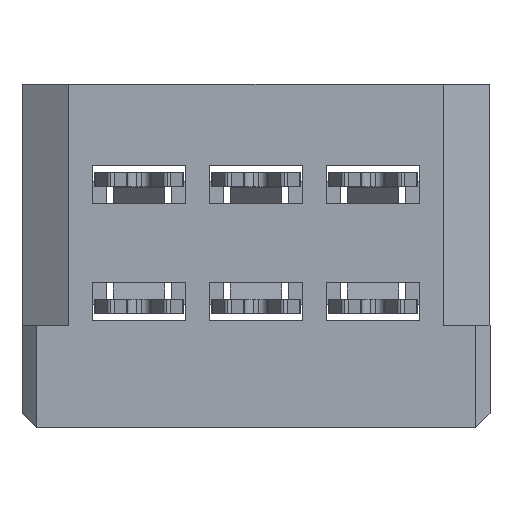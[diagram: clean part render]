
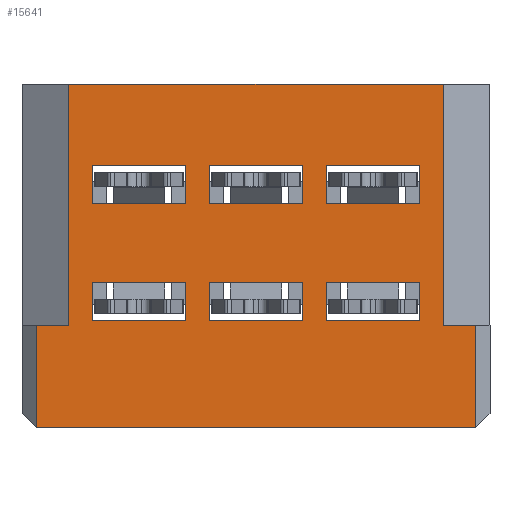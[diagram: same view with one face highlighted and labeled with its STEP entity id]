
A CAD part, front view. The second image highlights one B-rep face of the part: STEP entity #15641.
In plain terms, the highlighted face is planar.
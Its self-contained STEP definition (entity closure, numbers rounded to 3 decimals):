
#1044=ORIENTED_EDGE('',*,*,#4450,.T.);
#1045=ORIENTED_EDGE('',*,*,#4416,.T.);
#1046=ORIENTED_EDGE('',*,*,#4451,.F.);
#1047=ORIENTED_EDGE('',*,*,#4452,.T.);
#1048=ORIENTED_EDGE('',*,*,#4453,.T.);
#1049=ORIENTED_EDGE('',*,*,#4454,.F.);
#1050=ORIENTED_EDGE('',*,*,#4455,.T.);
#1051=ORIENTED_EDGE('',*,*,#4409,.T.);
#1052=ORIENTED_EDGE('',*,*,#4456,.F.);
#1053=ORIENTED_EDGE('',*,*,#4457,.F.);
#1054=ORIENTED_EDGE('',*,*,#4458,.F.);
#1055=ORIENTED_EDGE('',*,*,#4459,.F.);
#1056=ORIENTED_EDGE('',*,*,#4460,.F.);
#1057=ORIENTED_EDGE('',*,*,#4461,.F.);
#1058=ORIENTED_EDGE('',*,*,#4462,.F.);
#1059=ORIENTED_EDGE('',*,*,#4463,.F.);
#1060=ORIENTED_EDGE('',*,*,#4464,.F.);
#1061=ORIENTED_EDGE('',*,*,#4465,.T.);
#1062=ORIENTED_EDGE('',*,*,#4466,.F.);
#1063=ORIENTED_EDGE('',*,*,#4467,.F.);
#1064=ORIENTED_EDGE('',*,*,#4468,.F.);
#1065=ORIENTED_EDGE('',*,*,#4469,.F.);
#1066=ORIENTED_EDGE('',*,*,#4470,.F.);
#1067=ORIENTED_EDGE('',*,*,#4471,.T.);
#1068=ORIENTED_EDGE('',*,*,#4472,.F.);
#1069=ORIENTED_EDGE('',*,*,#4473,.T.);
#1070=ORIENTED_EDGE('',*,*,#4474,.F.);
#1071=ORIENTED_EDGE('',*,*,#4475,.F.);
#1072=ORIENTED_EDGE('',*,*,#4476,.F.);
#1073=ORIENTED_EDGE('',*,*,#4477,.F.);
#1074=ORIENTED_EDGE('',*,*,#4478,.F.);
#1075=ORIENTED_EDGE('',*,*,#4479,.T.);
#4409=EDGE_CURVE('',#6107,#6109,#7282,.T.);
#4416=EDGE_CURVE('',#6112,#6115,#7289,.T.);
#4450=EDGE_CURVE('',#6109,#6112,#7323,.T.);
#4451=EDGE_CURVE('',#6136,#6115,#7324,.T.);
#4452=EDGE_CURVE('',#6136,#6137,#7325,.T.);
#4453=EDGE_CURVE('',#6137,#6138,#7326,.T.);
#4454=EDGE_CURVE('',#6139,#6138,#7327,.T.);
#4455=EDGE_CURVE('',#6139,#6107,#7328,.T.);
#4456=EDGE_CURVE('',#6140,#6141,#7329,.T.);
#4457=EDGE_CURVE('',#6142,#6140,#7330,.T.);
#4458=EDGE_CURVE('',#6143,#6142,#7331,.T.);
#4459=EDGE_CURVE('',#6141,#6143,#7332,.T.);
#4460=EDGE_CURVE('',#6144,#6145,#7333,.T.);
#4461=EDGE_CURVE('',#6146,#6144,#7334,.T.);
#4462=EDGE_CURVE('',#6147,#6146,#7335,.T.);
#4463=EDGE_CURVE('',#6145,#6147,#7336,.T.);
#4464=EDGE_CURVE('',#6148,#6149,#7337,.T.);
#4465=EDGE_CURVE('',#6148,#6150,#7338,.T.);
#4466=EDGE_CURVE('',#6151,#6150,#7339,.T.);
#4467=EDGE_CURVE('',#6149,#6151,#7340,.T.);
#4468=EDGE_CURVE('',#6152,#6153,#7341,.T.);
#4469=EDGE_CURVE('',#6154,#6152,#7342,.T.);
#4470=EDGE_CURVE('',#6155,#6154,#7343,.T.);
#4471=EDGE_CURVE('',#6155,#6153,#7344,.T.);
#4472=EDGE_CURVE('',#6156,#6157,#7345,.T.);
#4473=EDGE_CURVE('',#6156,#6158,#7346,.T.);
#4474=EDGE_CURVE('',#6159,#6158,#7347,.T.);
#4475=EDGE_CURVE('',#6157,#6159,#7348,.T.);
#4476=EDGE_CURVE('',#6160,#6161,#7349,.T.);
#4477=EDGE_CURVE('',#6162,#6160,#7350,.T.);
#4478=EDGE_CURVE('',#6163,#6162,#7351,.T.);
#4479=EDGE_CURVE('',#6163,#6161,#7352,.T.);
#6107=VERTEX_POINT('',#21115);
#6109=VERTEX_POINT('',#21119);
#6112=VERTEX_POINT('',#21129);
#6115=VERTEX_POINT('',#21134);
#6136=VERTEX_POINT('',#21201);
#6137=VERTEX_POINT('',#21203);
#6138=VERTEX_POINT('',#21205);
#6139=VERTEX_POINT('',#21207);
#6140=VERTEX_POINT('',#21210);
#6141=VERTEX_POINT('',#21211);
#6142=VERTEX_POINT('',#21213);
#6143=VERTEX_POINT('',#21215);
#6144=VERTEX_POINT('',#21218);
#6145=VERTEX_POINT('',#21219);
#6146=VERTEX_POINT('',#21221);
#6147=VERTEX_POINT('',#21223);
#6148=VERTEX_POINT('',#21226);
#6149=VERTEX_POINT('',#21227);
#6150=VERTEX_POINT('',#21229);
#6151=VERTEX_POINT('',#21231);
#6152=VERTEX_POINT('',#21234);
#6153=VERTEX_POINT('',#21235);
#6154=VERTEX_POINT('',#21237);
#6155=VERTEX_POINT('',#21239);
#6156=VERTEX_POINT('',#21242);
#6157=VERTEX_POINT('',#21243);
#6158=VERTEX_POINT('',#21245);
#6159=VERTEX_POINT('',#21247);
#6160=VERTEX_POINT('',#21250);
#6161=VERTEX_POINT('',#21251);
#6162=VERTEX_POINT('',#21253);
#6163=VERTEX_POINT('',#21255);
#7282=LINE('',#21120,#8629);
#7289=LINE('',#21135,#8636);
#7323=LINE('',#21199,#8670);
#7324=LINE('',#21200,#8671);
#7325=LINE('',#21202,#8672);
#7326=LINE('',#21204,#8673);
#7327=LINE('',#21206,#8674);
#7328=LINE('',#21208,#8675);
#7329=LINE('',#21209,#8676);
#7330=LINE('',#21212,#8677);
#7331=LINE('',#21214,#8678);
#7332=LINE('',#21216,#8679);
#7333=LINE('',#21217,#8680);
#7334=LINE('',#21220,#8681);
#7335=LINE('',#21222,#8682);
#7336=LINE('',#21224,#8683);
#7337=LINE('',#21225,#8684);
#7338=LINE('',#21228,#8685);
#7339=LINE('',#21230,#8686);
#7340=LINE('',#21232,#8687);
#7341=LINE('',#21233,#8688);
#7342=LINE('',#21236,#8689);
#7343=LINE('',#21238,#8690);
#7344=LINE('',#21240,#8691);
#7345=LINE('',#21241,#8692);
#7346=LINE('',#21244,#8693);
#7347=LINE('',#21246,#8694);
#7348=LINE('',#21248,#8695);
#7349=LINE('',#21249,#8696);
#7350=LINE('',#21252,#8697);
#7351=LINE('',#21254,#8698);
#7352=LINE('',#21256,#8699);
#8629=VECTOR('',#17627,1000.);
#8636=VECTOR('',#17638,1000.);
#8670=VECTOR('',#17692,1000.);
#8671=VECTOR('',#17693,1000.);
#8672=VECTOR('',#17694,1000.);
#8673=VECTOR('',#17695,1000.);
#8674=VECTOR('',#17696,1000.);
#8675=VECTOR('',#17697,1000.);
#8676=VECTOR('',#17698,1000.);
#8677=VECTOR('',#17699,1000.);
#8678=VECTOR('',#17700,1000.);
#8679=VECTOR('',#17701,1000.);
#8680=VECTOR('',#17702,1000.);
#8681=VECTOR('',#17703,1000.);
#8682=VECTOR('',#17704,1000.);
#8683=VECTOR('',#17705,1000.);
#8684=VECTOR('',#17706,1000.);
#8685=VECTOR('',#17707,1000.);
#8686=VECTOR('',#17708,1000.);
#8687=VECTOR('',#17709,1000.);
#8688=VECTOR('',#17710,1000.);
#8689=VECTOR('',#17711,1000.);
#8690=VECTOR('',#17712,1000.);
#8691=VECTOR('',#17713,1000.);
#8692=VECTOR('',#17714,1000.);
#8693=VECTOR('',#17715,1000.);
#8694=VECTOR('',#17716,1000.);
#8695=VECTOR('',#17717,1000.);
#8696=VECTOR('',#17718,1000.);
#8697=VECTOR('',#17719,1000.);
#8698=VECTOR('',#17720,1000.);
#8699=VECTOR('',#17721,1000.);
#9798=EDGE_LOOP('',(#1044,#1045,#1046,#1047,#1048,#1049,#1050,#1051));
#9799=EDGE_LOOP('',(#1052,#1053,#1054,#1055));
#9800=EDGE_LOOP('',(#1056,#1057,#1058,#1059));
#9801=EDGE_LOOP('',(#1060,#1061,#1062,#1063));
#9802=EDGE_LOOP('',(#1064,#1065,#1066,#1067));
#9803=EDGE_LOOP('',(#1068,#1069,#1070,#1071));
#9804=EDGE_LOOP('',(#1072,#1073,#1074,#1075));
#10439=FACE_BOUND('',#9798,.T.);
#10440=FACE_BOUND('',#9799,.T.);
#10441=FACE_BOUND('',#9800,.T.);
#10442=FACE_BOUND('',#9801,.T.);
#10443=FACE_BOUND('',#9802,.T.);
#10444=FACE_BOUND('',#9803,.T.);
#10445=FACE_BOUND('',#9804,.T.);
#11067=PLANE('',#16273);
#15641=ADVANCED_FACE('',(#10439,#10440,#10441,#10442,#10443,#10444,#10445),
#11067,.T.);
#16273=AXIS2_PLACEMENT_3D('',#21198,#17690,#17691);
#17627=DIRECTION('',(0.,0.,-1.));
#17638=DIRECTION('',(0.,0.,1.));
#17690=DIRECTION('',(0.,1.,0.));
#17691=DIRECTION('',(0.,0.,1.));
#17692=DIRECTION('',(-1.,0.,0.));
#17693=DIRECTION('',(-1.,0.,0.));
#17694=DIRECTION('',(0.,0.,1.));
#17695=DIRECTION('',(1.,0.,0.));
#17696=DIRECTION('',(0.,0.,1.));
#17697=DIRECTION('',(1.,0.,0.));
#17698=DIRECTION('',(1.,0.,0.));
#17699=DIRECTION('',(0.,0.,1.));
#17700=DIRECTION('',(-1.,0.,0.));
#17701=DIRECTION('',(0.,0.,-1.));
#17702=DIRECTION('',(0.,0.,1.));
#17703=DIRECTION('',(-1.,0.,0.));
#17704=DIRECTION('',(0.,0.,-1.));
#17705=DIRECTION('',(1.,0.,0.));
#17706=DIRECTION('',(1.,0.,0.));
#17707=DIRECTION('',(0.,0.,-1.));
#17708=DIRECTION('',(-1.,0.,0.));
#17709=DIRECTION('',(0.,0.,-1.));
#17710=DIRECTION('',(-1.,0.,0.));
#17711=DIRECTION('',(0.,0.,-1.));
#17712=DIRECTION('',(1.,0.,0.));
#17713=DIRECTION('',(0.,0.,-1.));
#17714=DIRECTION('',(1.,0.,0.));
#17715=DIRECTION('',(0.,0.,-1.));
#17716=DIRECTION('',(-1.,0.,0.));
#17717=DIRECTION('',(0.,0.,-1.));
#17718=DIRECTION('',(-1.,0.,0.));
#17719=DIRECTION('',(0.,0.,-1.));
#17720=DIRECTION('',(1.,0.,0.));
#17721=DIRECTION('',(0.,0.,-1.));
#21115=CARTESIAN_POINT('',(4.7,11.,-1.475));
#21119=CARTESIAN_POINT('',(4.7,11.,-3.675));
#21120=CARTESIAN_POINT('',(4.7,11.,-3.675));
#21129=CARTESIAN_POINT('',(-4.7,11.,-3.675));
#21134=CARTESIAN_POINT('',(-4.7,11.,-1.475));
#21135=CARTESIAN_POINT('',(-4.7,11.,-1.475));
#21198=CARTESIAN_POINT('',(0.,11.,0.));
#21199=CARTESIAN_POINT('',(5.,11.,-3.675));
#21200=CARTESIAN_POINT('',(-4.,11.,-1.475));
#21201=CARTESIAN_POINT('',(-4.,11.,-1.475));
#21202=CARTESIAN_POINT('',(-4.,11.,-1.475));
#21203=CARTESIAN_POINT('',(-4.,11.,3.675));
#21204=CARTESIAN_POINT('',(-5.,11.,3.675));
#21205=CARTESIAN_POINT('',(4.,11.,3.675));
#21206=CARTESIAN_POINT('',(4.,11.,-1.475));
#21207=CARTESIAN_POINT('',(4.,11.,-1.475));
#21208=CARTESIAN_POINT('',(4.,11.,-1.475));
#21209=CARTESIAN_POINT('',(-3.5,11.,-0.575));
#21210=CARTESIAN_POINT('',(-3.5,11.,-0.575));
#21211=CARTESIAN_POINT('',(-1.5,11.,-0.575));
#21212=CARTESIAN_POINT('',(-3.5,11.,-1.375));
#21213=CARTESIAN_POINT('',(-3.5,11.,-1.375));
#21214=CARTESIAN_POINT('',(-1.5,11.,-1.375));
#21215=CARTESIAN_POINT('',(-1.5,11.,-1.375));
#21216=CARTESIAN_POINT('',(-1.5,11.,-0.575));
#21217=CARTESIAN_POINT('',(-3.5,11.,1.125));
#21218=CARTESIAN_POINT('',(-3.5,11.,1.125));
#21219=CARTESIAN_POINT('',(-3.5,11.,1.925));
#21220=CARTESIAN_POINT('',(-1.5,11.,1.125));
#21221=CARTESIAN_POINT('',(-1.5,11.,1.125));
#21222=CARTESIAN_POINT('',(-1.5,11.,1.925));
#21223=CARTESIAN_POINT('',(-1.5,11.,1.925));
#21224=CARTESIAN_POINT('',(-3.5,11.,1.925));
#21225=CARTESIAN_POINT('',(0.,11.,-0.575));
#21226=CARTESIAN_POINT('',(-1.,11.,-0.575));
#21227=CARTESIAN_POINT('',(1.,11.,-0.575));
#21228=CARTESIAN_POINT('',(-1.,11.,0.));
#21229=CARTESIAN_POINT('',(-1.,11.,-1.375));
#21230=CARTESIAN_POINT('',(0.,11.,-1.375));
#21231=CARTESIAN_POINT('',(1.,11.,-1.375));
#21232=CARTESIAN_POINT('',(1.,11.,0.));
#21233=CARTESIAN_POINT('',(0.,11.,1.125));
#21234=CARTESIAN_POINT('',(1.,11.,1.125));
#21235=CARTESIAN_POINT('',(-1.,11.,1.125));
#21236=CARTESIAN_POINT('',(1.,11.,0.));
#21237=CARTESIAN_POINT('',(1.,11.,1.925));
#21238=CARTESIAN_POINT('',(0.,11.,1.925));
#21239=CARTESIAN_POINT('',(-1.,11.,1.925));
#21240=CARTESIAN_POINT('',(-1.,11.,0.));
#21241=CARTESIAN_POINT('',(0.,11.,-0.575));
#21242=CARTESIAN_POINT('',(1.5,11.,-0.575));
#21243=CARTESIAN_POINT('',(3.5,11.,-0.575));
#21244=CARTESIAN_POINT('',(1.5,11.,0.));
#21245=CARTESIAN_POINT('',(1.5,11.,-1.375));
#21246=CARTESIAN_POINT('',(0.,11.,-1.375));
#21247=CARTESIAN_POINT('',(3.5,11.,-1.375));
#21248=CARTESIAN_POINT('',(3.5,11.,0.));
#21249=CARTESIAN_POINT('',(0.,11.,1.125));
#21250=CARTESIAN_POINT('',(3.5,11.,1.125));
#21251=CARTESIAN_POINT('',(1.5,11.,1.125));
#21252=CARTESIAN_POINT('',(3.5,11.,0.));
#21253=CARTESIAN_POINT('',(3.5,11.,1.925));
#21254=CARTESIAN_POINT('',(0.,11.,1.925));
#21255=CARTESIAN_POINT('',(1.5,11.,1.925));
#21256=CARTESIAN_POINT('',(1.5,11.,0.));
